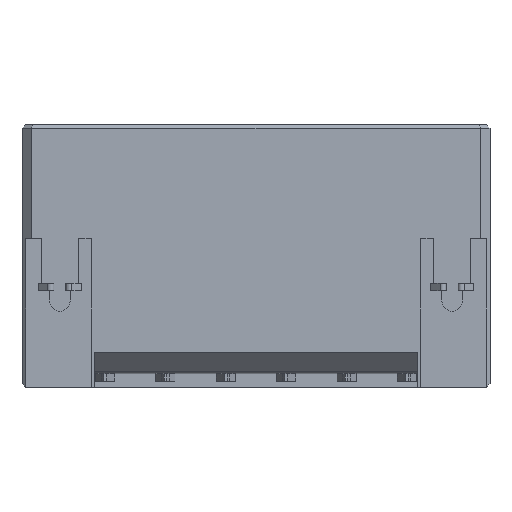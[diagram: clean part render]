
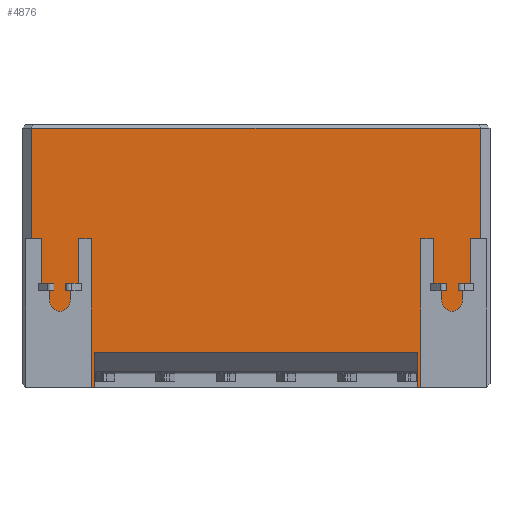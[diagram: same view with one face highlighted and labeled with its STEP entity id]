
A CAD part, front view. The second image highlights one B-rep face of the part: STEP entity #4876.
In plain terms, the highlighted planar face has unit normal (0, -1, 0).
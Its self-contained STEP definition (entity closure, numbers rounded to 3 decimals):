
#208=DIRECTION('',(1.,0.,0.));
#209=VECTOR('',#208,0.64);
#210=CARTESIAN_POINT('',(-18.01,-4.5,-13.34));
#211=LINE('',#210,#209);
#212=DIRECTION('',(0.,0.,1.));
#213=VECTOR('',#212,0.64);
#214=CARTESIAN_POINT('',(-18.01,-4.5,-13.98));
#215=LINE('',#214,#213);
#216=DIRECTION('',(1.,0.,0.));
#217=VECTOR('',#216,0.075);
#218=CARTESIAN_POINT('',(-18.085,-4.5,-13.98));
#219=LINE('',#218,#217);
#220=DIRECTION('',(0.,0.,-1.));
#221=VECTOR('',#220,4.38);
#222=CARTESIAN_POINT('',(-18.085,-4.5,-9.6));
#223=LINE('',#222,#221);
#224=DIRECTION('',(-1.,0.,0.));
#225=VECTOR('',#224,0.815);
#226=CARTESIAN_POINT('',(-18.085,-4.5,-9.6));
#227=LINE('',#226,#225);
#228=DIRECTION('',(0.,0.,-1.));
#229=VECTOR('',#228,9.3);
#230=CARTESIAN_POINT('',(-18.9,-4.5,-0.3));
#231=LINE('',#230,#229);
#232=DIRECTION('',(1.,0.,0.));
#233=VECTOR('',#232,37.8);
#234=CARTESIAN_POINT('',(-18.9,-4.5,-0.3));
#235=LINE('',#234,#233);
#236=DIRECTION('',(1.,0.,0.));
#237=VECTOR('',#236,0.815);
#238=CARTESIAN_POINT('',(18.085,-4.5,-9.6));
#239=LINE('',#238,#237);
#240=DIRECTION('',(0.,0.,1.));
#241=VECTOR('',#240,4.38);
#242=CARTESIAN_POINT('',(18.085,-4.5,-13.98));
#243=LINE('',#242,#241);
#244=DIRECTION('',(1.,0.,0.));
#245=VECTOR('',#244,0.075);
#246=CARTESIAN_POINT('',(18.01,-4.5,-13.98));
#247=LINE('',#246,#245);
#248=DIRECTION('',(0.,0.,1.));
#249=VECTOR('',#248,0.64);
#250=CARTESIAN_POINT('',(18.01,-4.5,-13.98));
#251=LINE('',#250,#249);
#252=DIRECTION('',(1.,0.,0.));
#253=VECTOR('',#252,0.64);
#254=CARTESIAN_POINT('',(17.37,-4.5,-13.34));
#255=LINE('',#254,#253);
#256=CARTESIAN_POINT('',(16.51,-4.5,-14.84));
#257=DIRECTION('',(0.,-1.,0.));
#258=DIRECTION('',(-1.,0.,0.));
#259=AXIS2_PLACEMENT_3D('',#256,#257,#258);
#261=DIRECTION('',(1.,0.,0.));
#262=VECTOR('',#261,0.64);
#263=CARTESIAN_POINT('',(15.01,-4.5,-13.34));
#264=LINE('',#263,#262);
#265=DIRECTION('',(0.,0.,1.));
#266=VECTOR('',#265,0.64);
#267=CARTESIAN_POINT('',(15.01,-4.5,-13.98));
#268=LINE('',#267,#266);
#269=DIRECTION('',(1.,0.,0.));
#270=VECTOR('',#269,0.075);
#271=CARTESIAN_POINT('',(14.935,-4.5,-13.98));
#272=LINE('',#271,#270);
#273=DIRECTION('',(0.,0.,-1.));
#274=VECTOR('',#273,4.38);
#275=CARTESIAN_POINT('',(14.935,-4.5,-9.6));
#276=LINE('',#275,#274);
#277=DIRECTION('',(1.,0.,0.));
#278=VECTOR('',#277,1.075);
#279=CARTESIAN_POINT('',(13.86,-4.5,-9.6));
#280=LINE('',#279,#278);
#281=DIRECTION('',(0.,0.,1.));
#282=VECTOR('',#281,12.5);
#283=CARTESIAN_POINT('',(13.86,-4.5,-22.1));
#284=LINE('',#283,#282);
#285=DIRECTION('',(0.,0.,1.));
#286=VECTOR('',#285,2.89);
#287=CARTESIAN_POINT('',(13.6,-4.5,-22.1));
#288=LINE('',#287,#286);
#289=DIRECTION('',(1.,0.,0.));
#290=VECTOR('',#289,27.2);
#291=CARTESIAN_POINT('',(-13.6,-4.5,-19.21));
#292=LINE('',#291,#290);
#293=DIRECTION('',(0.,0.,1.));
#294=VECTOR('',#293,2.89);
#295=CARTESIAN_POINT('',(-13.6,-4.5,-22.1));
#296=LINE('',#295,#294);
#297=DIRECTION('',(0.,0.,1.));
#298=VECTOR('',#297,12.5);
#299=CARTESIAN_POINT('',(-13.86,-4.5,-22.1));
#300=LINE('',#299,#298);
#301=DIRECTION('',(-1.,0.,0.));
#302=VECTOR('',#301,1.075);
#303=CARTESIAN_POINT('',(-13.86,-4.5,-9.6));
#304=LINE('',#303,#302);
#305=DIRECTION('',(0.,0.,1.));
#306=VECTOR('',#305,4.38);
#307=CARTESIAN_POINT('',(-14.935,-4.5,-13.98));
#308=LINE('',#307,#306);
#309=DIRECTION('',(1.,0.,0.));
#310=VECTOR('',#309,0.075);
#311=CARTESIAN_POINT('',(-15.01,-4.5,-13.98));
#312=LINE('',#311,#310);
#313=DIRECTION('',(0.,0.,1.));
#314=VECTOR('',#313,0.64);
#315=CARTESIAN_POINT('',(-15.01,-4.5,-13.98));
#316=LINE('',#315,#314);
#317=DIRECTION('',(1.,0.,0.));
#318=VECTOR('',#317,0.64);
#319=CARTESIAN_POINT('',(-15.65,-4.5,-13.34));
#320=LINE('',#319,#318);
#321=CARTESIAN_POINT('',(-16.51,-4.5,-14.84));
#322=DIRECTION('',(0.,-1.,0.));
#323=DIRECTION('',(-1.,0.,0.));
#324=AXIS2_PLACEMENT_3D('',#321,#322,#323);
#502=DIRECTION('',(0.,0.,-1.));
#503=VECTOR('',#502,1.5);
#504=CARTESIAN_POINT('',(-17.37,-4.5,-13.34));
#505=LINE('',#504,#503);
#815=DIRECTION('',(1.,0.,0.));
#816=VECTOR('',#815,0.26);
#817=CARTESIAN_POINT('',(-13.86,-4.5,-22.1));
#818=LINE('',#817,#816);
#831=DIRECTION('',(1.,0.,0.));
#832=VECTOR('',#831,0.26);
#833=CARTESIAN_POINT('',(13.6,-4.5,-22.1));
#834=LINE('',#833,#832);
#2135=DIRECTION('',(0.,0.,-1.));
#2136=VECTOR('',#2135,9.3);
#2137=CARTESIAN_POINT('',(18.9,-4.5,-0.3));
#2138=LINE('',#2137,#2136);
#2212=DIRECTION('',(0.,0.,-1.));
#2213=VECTOR('',#2212,1.5);
#2214=CARTESIAN_POINT('',(15.65,-4.5,-13.34));
#2215=LINE('',#2214,#2213);
#2260=DIRECTION('',(0.,0.,1.));
#2261=VECTOR('',#2260,1.5);
#2262=CARTESIAN_POINT('',(17.37,-4.5,-14.84));
#2263=LINE('',#2262,#2261);
#3462=DIRECTION('',(0.,0.,1.));
#3463=VECTOR('',#3462,1.5);
#3464=CARTESIAN_POINT('',(-15.65,-4.5,-14.84));
#3465=LINE('',#3464,#3463);
#3546=CARTESIAN_POINT('',(13.86,-4.5,-22.1));
#3547=CARTESIAN_POINT('',(13.86,-4.5,-9.6));
#3548=VERTEX_POINT('',#3546);
#3549=VERTEX_POINT('',#3547);
#3550=CARTESIAN_POINT('',(-18.9,-4.5,-9.6));
#3552=VERTEX_POINT('',#3550);
#3554=CARTESIAN_POINT('',(18.9,-4.5,-9.6));
#3556=VERTEX_POINT('',#3554);
#3558=CARTESIAN_POINT('',(-17.37,-4.5,-14.84));
#3559=CARTESIAN_POINT('',(-15.65,-4.5,-14.84));
#3560=VERTEX_POINT('',#3558);
#3561=VERTEX_POINT('',#3559);
#3563=CARTESIAN_POINT('',(-18.085,-4.5,-9.6));
#3565=VERTEX_POINT('',#3563);
#3567=CARTESIAN_POINT('',(-14.935,-4.5,-9.6));
#3569=VERTEX_POINT('',#3567);
#3574=CARTESIAN_POINT('',(-13.86,-4.5,-9.6));
#3575=VERTEX_POINT('',#3574);
#3576=CARTESIAN_POINT('',(14.935,-4.5,-9.6));
#3577=VERTEX_POINT('',#3576);
#3578=CARTESIAN_POINT('',(18.085,-4.5,-9.6));
#3579=VERTEX_POINT('',#3578);
#3580=CARTESIAN_POINT('',(-18.085,-4.5,-13.98));
#3581=VERTEX_POINT('',#3580);
#3582=CARTESIAN_POINT('',(-14.935,-4.5,-13.98));
#3583=VERTEX_POINT('',#3582);
#3604=CARTESIAN_POINT('',(18.9,-4.5,-0.3));
#3605=VERTEX_POINT('',#3604);
#3608=CARTESIAN_POINT('',(-18.9,-4.5,-0.3));
#3609=VERTEX_POINT('',#3608);
#3712=CARTESIAN_POINT('',(-13.6,-4.5,-22.1));
#3714=VERTEX_POINT('',#3712);
#3716=CARTESIAN_POINT('',(13.6,-4.5,-22.1));
#3718=VERTEX_POINT('',#3716);
#3720=CARTESIAN_POINT('',(-13.6,-4.5,-19.21));
#3721=VERTEX_POINT('',#3720);
#3722=CARTESIAN_POINT('',(13.6,-4.5,-19.21));
#3723=VERTEX_POINT('',#3722);
#3724=CARTESIAN_POINT('',(-13.86,-4.5,-22.1));
#3725=VERTEX_POINT('',#3724);
#3910=CARTESIAN_POINT('',(-18.01,-4.5,-13.34));
#3911=CARTESIAN_POINT('',(-17.37,-4.5,-13.34));
#3912=VERTEX_POINT('',#3910);
#3913=VERTEX_POINT('',#3911);
#3914=CARTESIAN_POINT('',(-15.65,-4.5,-13.34));
#3915=CARTESIAN_POINT('',(-15.01,-4.5,-13.34));
#3916=VERTEX_POINT('',#3914);
#3917=VERTEX_POINT('',#3915);
#3918=CARTESIAN_POINT('',(-18.01,-4.5,-13.98));
#3919=VERTEX_POINT('',#3918);
#3920=CARTESIAN_POINT('',(15.01,-4.5,-13.34));
#3921=CARTESIAN_POINT('',(15.65,-4.5,-13.34));
#3922=VERTEX_POINT('',#3920);
#3923=VERTEX_POINT('',#3921);
#3924=CARTESIAN_POINT('',(17.37,-4.5,-13.34));
#3925=CARTESIAN_POINT('',(18.01,-4.5,-13.34));
#3926=VERTEX_POINT('',#3924);
#3927=VERTEX_POINT('',#3925);
#3936=CARTESIAN_POINT('',(-15.01,-4.5,-13.98));
#3937=VERTEX_POINT('',#3936);
#4242=CARTESIAN_POINT('',(18.01,-4.5,-13.98));
#4243=VERTEX_POINT('',#4242);
#4244=CARTESIAN_POINT('',(15.01,-4.5,-13.98));
#4245=VERTEX_POINT('',#4244);
#4246=CARTESIAN_POINT('',(15.65,-4.5,-14.84));
#4247=CARTESIAN_POINT('',(17.37,-4.5,-14.84));
#4248=VERTEX_POINT('',#4246);
#4249=VERTEX_POINT('',#4247);
#4258=CARTESIAN_POINT('',(14.935,-4.5,-13.98));
#4259=VERTEX_POINT('',#4258);
#4260=CARTESIAN_POINT('',(18.085,-4.5,-13.98));
#4261=VERTEX_POINT('',#4260);
#4798=CARTESIAN_POINT('',(-18.9,-4.5,0.));
#4799=DIRECTION('',(0.,-1.,0.));
#4800=DIRECTION('',(1.,0.,0.));
#4801=AXIS2_PLACEMENT_3D('',#4798,#4799,#4800);
#4802=PLANE('',#4801);
#4804=ORIENTED_EDGE('',*,*,#4803,.F.);
#4806=ORIENTED_EDGE('',*,*,#4805,.F.);
#4808=ORIENTED_EDGE('',*,*,#4807,.F.);
#4810=ORIENTED_EDGE('',*,*,#4809,.F.);
#4812=ORIENTED_EDGE('',*,*,#4811,.T.);
#4813=ORIENTED_EDGE('',*,*,#4786,.F.);
#4815=ORIENTED_EDGE('',*,*,#4814,.T.);
#4817=ORIENTED_EDGE('',*,*,#4816,.T.);
#4819=ORIENTED_EDGE('',*,*,#4818,.F.);
#4821=ORIENTED_EDGE('',*,*,#4820,.F.);
#4823=ORIENTED_EDGE('',*,*,#4822,.F.);
#4825=ORIENTED_EDGE('',*,*,#4824,.T.);
#4827=ORIENTED_EDGE('',*,*,#4826,.F.);
#4829=ORIENTED_EDGE('',*,*,#4828,.F.);
#4831=ORIENTED_EDGE('',*,*,#4830,.F.);
#4833=ORIENTED_EDGE('',*,*,#4832,.F.);
#4835=ORIENTED_EDGE('',*,*,#4834,.F.);
#4837=ORIENTED_EDGE('',*,*,#4836,.F.);
#4839=ORIENTED_EDGE('',*,*,#4838,.F.);
#4841=ORIENTED_EDGE('',*,*,#4840,.F.);
#4843=ORIENTED_EDGE('',*,*,#4842,.F.);
#4845=ORIENTED_EDGE('',*,*,#4844,.F.);
#4847=ORIENTED_EDGE('',*,*,#4846,.F.);
#4849=ORIENTED_EDGE('',*,*,#4848,.T.);
#4851=ORIENTED_EDGE('',*,*,#4850,.F.);
#4853=ORIENTED_EDGE('',*,*,#4852,.F.);
#4855=ORIENTED_EDGE('',*,*,#4854,.F.);
#4857=ORIENTED_EDGE('',*,*,#4856,.T.);
#4859=ORIENTED_EDGE('',*,*,#4858,.T.);
#4861=ORIENTED_EDGE('',*,*,#4860,.F.);
#4863=ORIENTED_EDGE('',*,*,#4862,.F.);
#4865=ORIENTED_EDGE('',*,*,#4864,.T.);
#4867=ORIENTED_EDGE('',*,*,#4866,.F.);
#4869=ORIENTED_EDGE('',*,*,#4868,.F.);
#4871=ORIENTED_EDGE('',*,*,#4870,.F.);
#4873=ORIENTED_EDGE('',*,*,#4872,.F.);
#4874=EDGE_LOOP('',(#4804,#4806,#4808,#4810,#4812,#4813,#4815,#4817,#4819,#4821,
#4823,#4825,#4827,#4829,#4831,#4833,#4835,#4837,#4839,#4841,#4843,#4845,#4847,
#4849,#4851,#4853,#4855,#4857,#4859,#4861,#4863,#4865,#4867,#4869,#4871,#4873));
#4875=FACE_OUTER_BOUND('',#4874,.F.);
#4876=ADVANCED_FACE('',(#4875),#4802,.T.);
#260=CIRCLE('',#259,0.86);
#325=CIRCLE('',#324,0.86);
#4786=EDGE_CURVE('',#3609,#3552,#231,.T.);
#4803=EDGE_CURVE('',#3912,#3913,#211,.T.);
#4805=EDGE_CURVE('',#3919,#3912,#215,.T.);
#4807=EDGE_CURVE('',#3581,#3919,#219,.T.);
#4809=EDGE_CURVE('',#3565,#3581,#223,.T.);
#4811=EDGE_CURVE('',#3565,#3552,#227,.T.);
#4814=EDGE_CURVE('',#3609,#3605,#235,.T.);
#4816=EDGE_CURVE('',#3605,#3556,#2138,.T.);
#4818=EDGE_CURVE('',#3579,#3556,#239,.T.);
#4820=EDGE_CURVE('',#4261,#3579,#243,.T.);
#4822=EDGE_CURVE('',#4243,#4261,#247,.T.);
#4824=EDGE_CURVE('',#4243,#3927,#251,.T.);
#4826=EDGE_CURVE('',#3926,#3927,#255,.T.);
#4828=EDGE_CURVE('',#4249,#3926,#2263,.T.);
#4830=EDGE_CURVE('',#4248,#4249,#260,.T.);
#4832=EDGE_CURVE('',#3923,#4248,#2215,.T.);
#4834=EDGE_CURVE('',#3922,#3923,#264,.T.);
#4836=EDGE_CURVE('',#4245,#3922,#268,.T.);
#4838=EDGE_CURVE('',#4259,#4245,#272,.T.);
#4840=EDGE_CURVE('',#3577,#4259,#276,.T.);
#4842=EDGE_CURVE('',#3549,#3577,#280,.T.);
#4844=EDGE_CURVE('',#3548,#3549,#284,.T.);
#4846=EDGE_CURVE('',#3718,#3548,#834,.T.);
#4848=EDGE_CURVE('',#3718,#3723,#288,.T.);
#4850=EDGE_CURVE('',#3721,#3723,#292,.T.);
#4852=EDGE_CURVE('',#3714,#3721,#296,.T.);
#4854=EDGE_CURVE('',#3725,#3714,#818,.T.);
#4856=EDGE_CURVE('',#3725,#3575,#300,.T.);
#4858=EDGE_CURVE('',#3575,#3569,#304,.T.);
#4860=EDGE_CURVE('',#3583,#3569,#308,.T.);
#4862=EDGE_CURVE('',#3937,#3583,#312,.T.);
#4864=EDGE_CURVE('',#3937,#3917,#316,.T.);
#4866=EDGE_CURVE('',#3916,#3917,#320,.T.);
#4868=EDGE_CURVE('',#3561,#3916,#3465,.T.);
#4870=EDGE_CURVE('',#3560,#3561,#325,.T.);
#4872=EDGE_CURVE('',#3913,#3560,#505,.T.);
